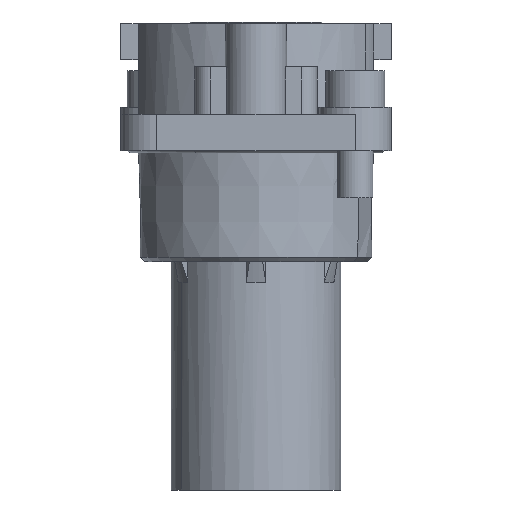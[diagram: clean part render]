
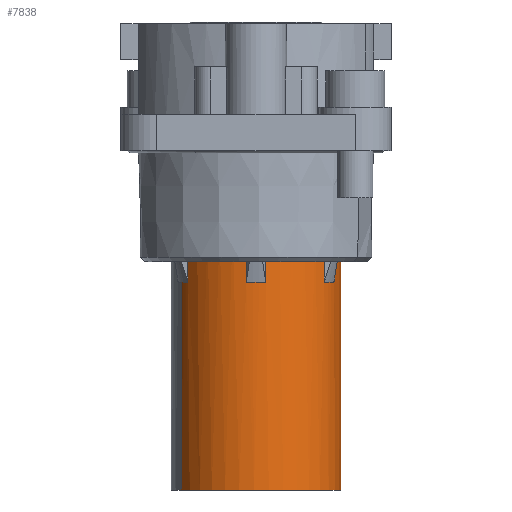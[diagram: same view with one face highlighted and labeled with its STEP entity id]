
A CAD part, front view. The second image highlights one B-rep face of the part: STEP entity #7838.
In plain terms, the highlighted cylindrical face has radius 18.75 mm (diameter 37.5 mm), a partial arc.
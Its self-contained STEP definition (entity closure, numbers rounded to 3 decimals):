
#5559=AXIS2_PLACEMENT_3D('Circle Axis2P3D',#5557,#5558,$) ;
#5613=AXIS2_PLACEMENT_3D('Circle Axis2P3D',#5611,#5612,$) ;
#5771=AXIS2_PLACEMENT_3D('Circle Axis2P3D',#5769,#5770,$) ;
#5819=AXIS2_PLACEMENT_3D('Circle Axis2P3D',#5817,#5818,$) ;
#7693=AXIS2_PLACEMENT_3D('Circle Axis2P3D',#7691,#7692,$) ;
#7740=AXIS2_PLACEMENT_3D('Circle Axis2P3D',#7738,#7739,$) ;
#7753=AXIS2_PLACEMENT_3D('Circle Axis2P3D',#7751,#7752,$) ;
#7773=AXIS2_PLACEMENT_3D('Circle Axis2P3D',#7771,#7772,$) ;
#7788=AXIS2_PLACEMENT_3D('Cylinder Axis2P3D',#7785,#7786,#7787) ;
#5526=CARTESIAN_POINT('Vertex',(47.11,47.442,58.4)) ;
#5554=CARTESIAN_POINT('Vertex',(47.11,32.558,58.4)) ;
#5557=CARTESIAN_POINT('Axis2P3D Location',(29.9,40.,58.4)) ;
#5606=CARTESIAN_POINT('Vertex',(32.06,21.375,58.4)) ;
#5611=CARTESIAN_POINT('Axis2P3D Location',(29.9,40.,58.4)) ;
#5615=CARTESIAN_POINT('Vertex',(44.95,28.817,58.4)) ;
#5764=CARTESIAN_POINT('Vertex',(14.85,28.817,58.4)) ;
#5769=CARTESIAN_POINT('Axis2P3D Location',(29.9,40.,58.4)) ;
#5773=CARTESIAN_POINT('Vertex',(27.74,21.375,58.4)) ;
#5817=CARTESIAN_POINT('Axis2P3D Location',(29.9,40.,0.)) ;
#5821=CARTESIAN_POINT('Vertex',(13.445,31.011,0.)) ;
#5823=CARTESIAN_POINT('Vertex',(46.355,48.989,0.)) ;
#7316=CARTESIAN_POINT('Line Origine',(47.11,47.442,52.15)) ;
#7320=CARTESIAN_POINT('Vertex',(47.11,47.442,45.9)) ;
#7456=CARTESIAN_POINT('Line Origine',(14.85,28.817,52.15)) ;
#7460=CARTESIAN_POINT('Vertex',(14.85,28.817,45.9)) ;
#7484=CARTESIAN_POINT('Line Origine',(27.74,21.375,52.15)) ;
#7488=CARTESIAN_POINT('Vertex',(27.74,21.375,45.9)) ;
#7512=CARTESIAN_POINT('Line Origine',(32.06,21.375,52.15)) ;
#7516=CARTESIAN_POINT('Vertex',(32.06,21.375,45.9)) ;
#7603=CARTESIAN_POINT('Line Origine',(44.95,28.817,52.15)) ;
#7607=CARTESIAN_POINT('Vertex',(44.95,28.817,45.9)) ;
#7663=CARTESIAN_POINT('Line Origine',(47.11,32.558,52.15)) ;
#7667=CARTESIAN_POINT('Vertex',(47.11,32.558,45.9)) ;
#7691=CARTESIAN_POINT('Axis2P3D Location',(29.9,40.,45.9)) ;
#7695=CARTESIAN_POINT('Vertex',(46.355,48.989,45.9)) ;
#7738=CARTESIAN_POINT('Axis2P3D Location',(29.9,40.,45.9)) ;
#7751=CARTESIAN_POINT('Axis2P3D Location',(29.9,40.,45.9)) ;
#7768=CARTESIAN_POINT('Vertex',(13.445,31.011,45.9)) ;
#7771=CARTESIAN_POINT('Axis2P3D Location',(29.9,40.,45.9)) ;
#7785=CARTESIAN_POINT('Axis2P3D Location',(29.9,40.,51.65)) ;
#7790=CARTESIAN_POINT('Line Origine',(46.355,48.989,30.2)) ;
#7795=CARTESIAN_POINT('Line Origine',(13.445,31.011,30.2)) ;
#5558=DIRECTION('Axis2P3D Direction',(0.,0.,1.)) ;
#5612=DIRECTION('Axis2P3D Direction',(0.,0.,1.)) ;
#5770=DIRECTION('Axis2P3D Direction',(0.,0.,1.)) ;
#5818=DIRECTION('Axis2P3D Direction',(0.,0.,1.)) ;
#7317=DIRECTION('Vector Direction',(0.,0.,-1.)) ;
#7457=DIRECTION('Vector Direction',(0.,0.,-1.)) ;
#7485=DIRECTION('Vector Direction',(0.,0.,-1.)) ;
#7513=DIRECTION('Vector Direction',(0.,0.,-1.)) ;
#7604=DIRECTION('Vector Direction',(0.,0.,-1.)) ;
#7664=DIRECTION('Vector Direction',(0.,0.,-1.)) ;
#7692=DIRECTION('Axis2P3D Direction',(0.,0.,1.)) ;
#7739=DIRECTION('Axis2P3D Direction',(0.,0.,1.)) ;
#7752=DIRECTION('Axis2P3D Direction',(0.,0.,1.)) ;
#7772=DIRECTION('Axis2P3D Direction',(0.,0.,1.)) ;
#7786=DIRECTION('Axis2P3D Direction',(0.,0.,1.)) ;
#7787=DIRECTION('Axis2P3D XDirection',(-0.878,-0.479,0.)) ;
#7791=DIRECTION('Vector Direction',(0.,0.,1.)) ;
#7796=DIRECTION('Vector Direction',(0.,0.,1.)) ;
#7318=VECTOR('Line Direction',#7317,1.) ;
#7458=VECTOR('Line Direction',#7457,1.) ;
#7486=VECTOR('Line Direction',#7485,1.) ;
#7514=VECTOR('Line Direction',#7513,1.) ;
#7605=VECTOR('Line Direction',#7604,1.) ;
#7665=VECTOR('Line Direction',#7664,1.) ;
#7792=VECTOR('Line Direction',#7791,1.) ;
#7797=VECTOR('Line Direction',#7796,1.) ;
#7821=ORIENTED_EDGE('',*,*,#7742,.T.) ;
#7822=ORIENTED_EDGE('',*,*,#7609,.F.) ;
#7823=ORIENTED_EDGE('',*,*,#5617,.F.) ;
#7824=ORIENTED_EDGE('',*,*,#7518,.T.) ;
#7825=ORIENTED_EDGE('',*,*,#7755,.T.) ;
#7826=ORIENTED_EDGE('',*,*,#7490,.F.) ;
#7827=ORIENTED_EDGE('',*,*,#5775,.F.) ;
#7828=ORIENTED_EDGE('',*,*,#7462,.T.) ;
#7829=ORIENTED_EDGE('',*,*,#7775,.T.) ;
#7830=ORIENTED_EDGE('',*,*,#7799,.T.) ;
#7831=ORIENTED_EDGE('',*,*,#5825,.T.) ;
#7832=ORIENTED_EDGE('',*,*,#7794,.F.) ;
#7833=ORIENTED_EDGE('',*,*,#7697,.T.) ;
#7834=ORIENTED_EDGE('',*,*,#7322,.F.) ;
#7835=ORIENTED_EDGE('',*,*,#5561,.F.) ;
#7836=ORIENTED_EDGE('',*,*,#7669,.T.) ;
#7838=ADVANCED_FACE('1535420000.1',(#7837),#7789,.T.) ;
#5560=CIRCLE('generated circle',#5559,18.75) ;
#5614=CIRCLE('generated circle',#5613,18.75) ;
#5772=CIRCLE('generated circle',#5771,18.75) ;
#5820=CIRCLE('generated circle',#5819,18.75) ;
#7694=CIRCLE('generated circle',#7693,18.75) ;
#7741=CIRCLE('generated circle',#7740,18.75) ;
#7754=CIRCLE('generated circle',#7753,18.75) ;
#7774=CIRCLE('generated circle',#7773,18.75) ;
#7789=CYLINDRICAL_SURFACE('generated cylinder',#7788,18.75) ;
#5561=EDGE_CURVE('',#5555,#5527,#5560,.T.) ;
#5617=EDGE_CURVE('',#5607,#5616,#5614,.T.) ;
#5775=EDGE_CURVE('',#5765,#5774,#5772,.T.) ;
#5825=EDGE_CURVE('',#5822,#5824,#5820,.T.) ;
#7322=EDGE_CURVE('',#5527,#7321,#7319,.T.) ;
#7462=EDGE_CURVE('',#5765,#7461,#7459,.T.) ;
#7490=EDGE_CURVE('',#5774,#7489,#7487,.T.) ;
#7518=EDGE_CURVE('',#5607,#7517,#7515,.T.) ;
#7609=EDGE_CURVE('',#5616,#7608,#7606,.T.) ;
#7669=EDGE_CURVE('',#5555,#7668,#7666,.T.) ;
#7697=EDGE_CURVE('',#7696,#7321,#7694,.F.) ;
#7742=EDGE_CURVE('',#7668,#7608,#7741,.F.) ;
#7755=EDGE_CURVE('',#7517,#7489,#7754,.F.) ;
#7775=EDGE_CURVE('',#7461,#7769,#7774,.F.) ;
#7794=EDGE_CURVE('',#7696,#5824,#7793,.F.) ;
#7799=EDGE_CURVE('',#7769,#5822,#7798,.F.) ;
#7820=EDGE_LOOP('',(#7821,#7822,#7823,#7824,#7825,#7826,#7827,#7828,#7829,#7830,#7831,#7832,#7833,#7834,#7835,#7836)) ;
#7837=FACE_OUTER_BOUND('',#7820,.T.) ;
#7319=LINE('Line',#7316,#7318) ;
#7459=LINE('Line',#7456,#7458) ;
#7487=LINE('Line',#7484,#7486) ;
#7515=LINE('Line',#7512,#7514) ;
#7606=LINE('Line',#7603,#7605) ;
#7666=LINE('Line',#7663,#7665) ;
#7793=LINE('Line',#7790,#7792) ;
#7798=LINE('Line',#7795,#7797) ;
#5527=VERTEX_POINT('',#5526) ;
#5555=VERTEX_POINT('',#5554) ;
#5607=VERTEX_POINT('',#5606) ;
#5616=VERTEX_POINT('',#5615) ;
#5765=VERTEX_POINT('',#5764) ;
#5774=VERTEX_POINT('',#5773) ;
#5822=VERTEX_POINT('',#5821) ;
#5824=VERTEX_POINT('',#5823) ;
#7321=VERTEX_POINT('',#7320) ;
#7461=VERTEX_POINT('',#7460) ;
#7489=VERTEX_POINT('',#7488) ;
#7517=VERTEX_POINT('',#7516) ;
#7608=VERTEX_POINT('',#7607) ;
#7668=VERTEX_POINT('',#7667) ;
#7696=VERTEX_POINT('',#7695) ;
#7769=VERTEX_POINT('',#7768) ;
